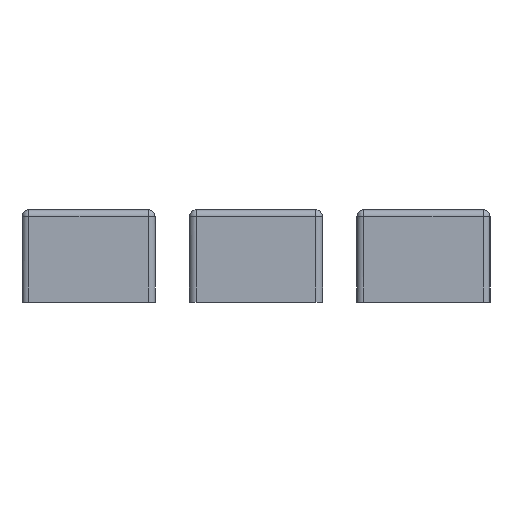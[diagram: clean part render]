
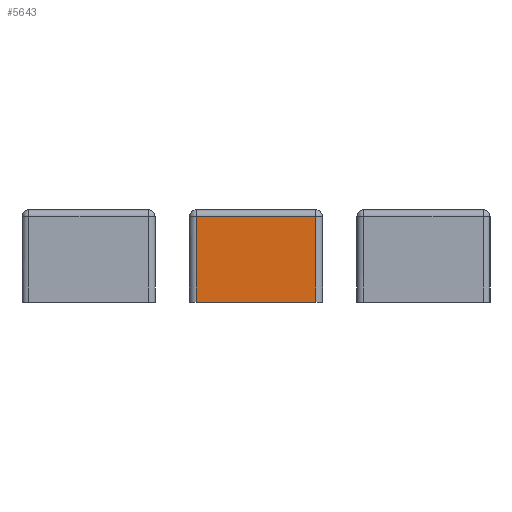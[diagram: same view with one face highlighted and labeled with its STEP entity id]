
A CAD part, front view. The second image highlights one B-rep face of the part: STEP entity #5643.
In plain terms, the highlighted planar face has unit normal (0, -1, 0).
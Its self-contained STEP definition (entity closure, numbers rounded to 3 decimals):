
#43 = LINE ( 'NONE', #4943, #9748 ) ;
#1426 = DIRECTION ( 'NONE',  ( 0., 0., -1. ) ) ;
#1530 = CARTESIAN_POINT ( 'NONE',  ( -8.031, -4.968, 17.413 ) ) ;
#2198 = EDGE_CURVE ( 'NONE', #4230, #8555, #13238, .T. ) ;
#2251 = CARTESIAN_POINT ( 'NONE',  ( -16.969, -4.968, 0. ) ) ;
#2337 = ORIENTED_EDGE ( 'NONE', *, *, #7855, .T. ) ;
#2594 = DIRECTION ( 'NONE',  ( 1., 0., 0. ) ) ;
#2739 = FACE_OUTER_BOUND ( 'NONE', #7119, .T. ) ;
#2823 = CARTESIAN_POINT ( 'NONE',  ( -8.031, -4.968, 0. ) ) ;
#3170 = ORIENTED_EDGE ( 'NONE', *, *, #13863, .F. ) ;
#3214 = DIRECTION ( 'NONE',  ( -1., 0., 0. ) ) ;
#3398 = ORIENTED_EDGE ( 'NONE', *, *, #2198, .T. ) ;
#3716 = DIRECTION ( 'NONE',  ( 0., 0., 1. ) ) ;
#4122 = DIRECTION ( 'NONE',  ( 0., -1., 0. ) ) ;
#4220 = VECTOR ( 'NONE', #2594, 1000. ) ;
#4230 = VERTEX_POINT ( 'NONE', #1530 ) ;
#4274 = CARTESIAN_POINT ( 'NONE',  ( -17.447, -4.968, 17.413 ) ) ;
#4943 = CARTESIAN_POINT ( 'NONE',  ( -8.031, -4.968, 0. ) ) ;
#5043 = LINE ( 'NONE', #8872, #4220 ) ;
#5080 = VECTOR ( 'NONE', #9824, 1000. ) ;
#5643 = ADVANCED_FACE ( 'NONE', ( #2739 ), #13990, .T. ) ;
#6225 = CARTESIAN_POINT ( 'NONE',  ( -16.969, -4.968, 17.413 ) ) ;
#6357 = CARTESIAN_POINT ( 'NONE',  ( -16.969, -4.968, 11. ) ) ;
#6591 = AXIS2_PLACEMENT_3D ( 'NONE', #2823, #4122, #1426 ) ;
#7119 = EDGE_LOOP ( 'NONE', ( #2337, #8941, #3398, #3170 ) ) ;
#7152 = LINE ( 'NONE', #2251, #5080 ) ;
#7855 = EDGE_CURVE ( 'NONE', #10530, #11236, #5043, .T. ) ;
#8555 = VERTEX_POINT ( 'NONE', #6225 ) ;
#8872 = CARTESIAN_POINT ( 'NONE',  ( -7.25, -4.968, 11. ) ) ;
#8941 = ORIENTED_EDGE ( 'NONE', *, *, #10588, .T. ) ;
#9748 = VECTOR ( 'NONE', #3716, 1000. ) ;
#9824 = DIRECTION ( 'NONE',  ( 0., 0., 1. ) ) ;
#10530 = VERTEX_POINT ( 'NONE', #6357 ) ;
#10588 = EDGE_CURVE ( 'NONE', #11236, #4230, #43, .T. ) ;
#10864 = VECTOR ( 'NONE', #3214, 1000. ) ;
#11236 = VERTEX_POINT ( 'NONE', #12941 ) ;
#12941 = CARTESIAN_POINT ( 'NONE',  ( -8.031, -4.968, 11. ) ) ;
#13238 = LINE ( 'NONE', #4274, #10864 ) ;
#13863 = EDGE_CURVE ( 'NONE', #10530, #8555, #7152, .T. ) ;
#13990 = PLANE ( 'NONE',  #6591 ) ;
